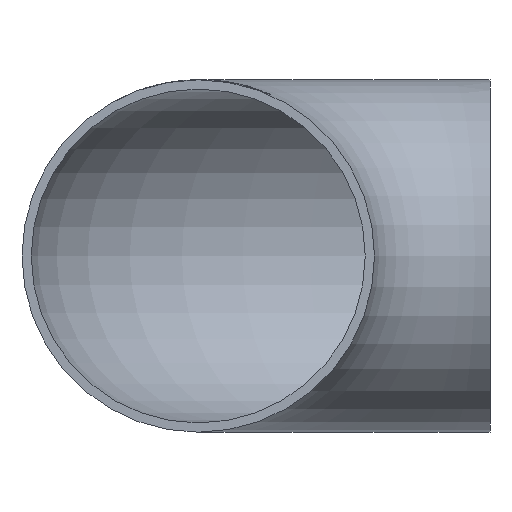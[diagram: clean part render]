
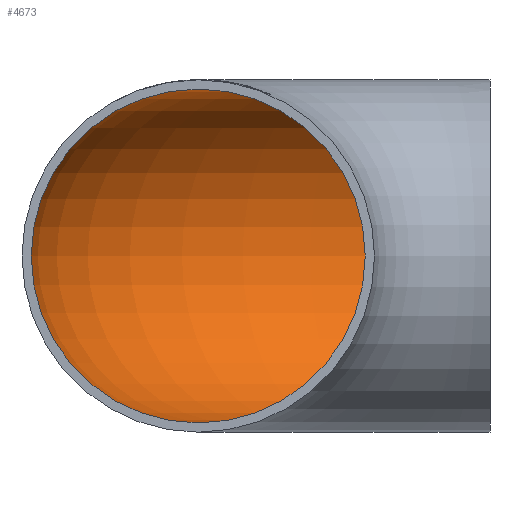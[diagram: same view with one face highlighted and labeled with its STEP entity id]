
A CAD part, front view. The second image highlights one B-rep face of the part: STEP entity #4673.
In plain terms, the highlighted toroidal (fillet/blend) face has major radius 63 mm and minor radius 36.05 mm.
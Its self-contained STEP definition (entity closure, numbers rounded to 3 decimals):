
#319 = DIRECTION ( 'NONE',  ( 0., 0., -1. ) ) ;
#429 = DIRECTION ( 'NONE',  ( -1., 0., 0. ) ) ;
#1613 = CIRCLE ( 'NONE', #16226, 36.05 ) ;
#3372 = DIRECTION ( 'NONE',  ( 0., 0., 1. ) ) ;
#3481 = EDGE_CURVE ( 'NONE', #5910, #5910, #11103, .T. ) ;
#3942 = EDGE_LOOP ( 'NONE', ( #20001 ) ) ;
#4673 = ADVANCED_FACE ( 'NONE', ( #5752, #15467 ), #19527, .F. ) ;
#5752 = FACE_OUTER_BOUND ( 'NONE', #17732, .T. ) ;
#5847 = DIRECTION ( 'NONE',  ( 0., 1., 0. ) ) ;
#5910 = VERTEX_POINT ( 'NONE', #17316 ) ;
#9229 = ORIENTED_EDGE ( 'NONE', *, *, #10923, .T. ) ;
#9401 = DIRECTION ( 'NONE',  ( 1., 0., 0. ) ) ;
#10923 = EDGE_CURVE ( 'NONE', #14421, #14421, #1613, .T. ) ;
#11103 = CIRCLE ( 'NONE', #20601, 36.05 ) ;
#12587 = CARTESIAN_POINT ( 'NONE',  ( 0., 63., 0. ) ) ;
#13240 = CARTESIAN_POINT ( 'NONE',  ( -63., 0., 0. ) ) ;
#14421 = VERTEX_POINT ( 'NONE', #21280 ) ;
#15467 = FACE_OUTER_BOUND ( 'NONE', #3942, .T. ) ;
#15622 = AXIS2_PLACEMENT_3D ( 'NONE', #15919, #319, #429 ) ;
#15919 = CARTESIAN_POINT ( 'NONE',  ( 0., 0., 0. ) ) ;
#16226 = AXIS2_PLACEMENT_3D ( 'NONE', #12587, #9401, #5847 ) ;
#17316 = CARTESIAN_POINT ( 'NONE',  ( -63., 0., 36.05 ) ) ;
#17732 = EDGE_LOOP ( 'NONE', ( #9229 ) ) ;
#19527 = TOROIDAL_SURFACE ( 'NONE', #15622, 63., 36.05 ) ;
#19979 = DIRECTION ( 'NONE',  ( 0., 1., 0. ) ) ;
#20001 = ORIENTED_EDGE ( 'NONE', *, *, #3481, .F. ) ;
#20601 = AXIS2_PLACEMENT_3D ( 'NONE', #13240, #19979, #3372 ) ;
#21280 = CARTESIAN_POINT ( 'NONE',  ( 0., 99.05, 0. ) ) ;
